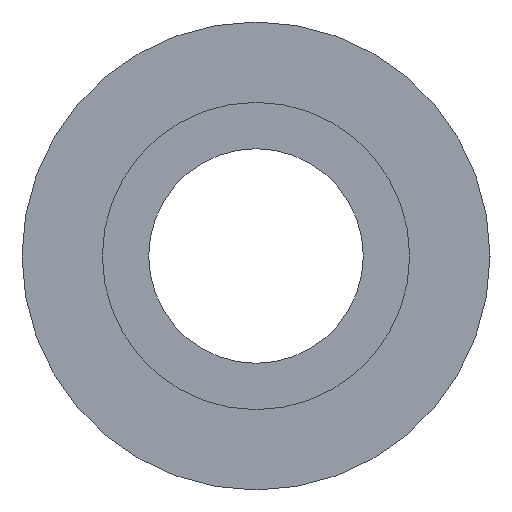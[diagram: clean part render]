
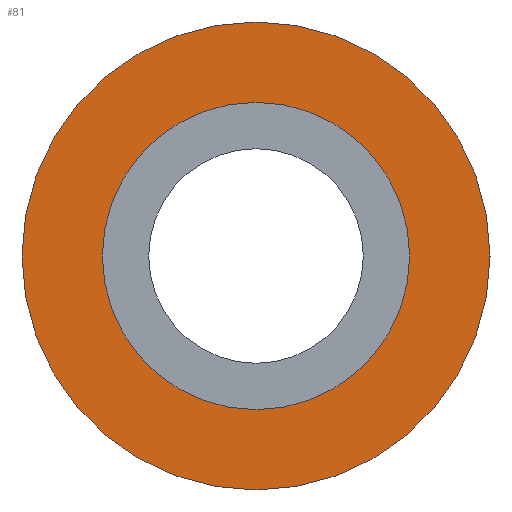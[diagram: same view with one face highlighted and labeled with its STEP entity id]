
A CAD part, left-side view. The second image highlights one B-rep face of the part: STEP entity #81.
In plain terms, the highlighted planar face has unit normal (-1, 0, 0).
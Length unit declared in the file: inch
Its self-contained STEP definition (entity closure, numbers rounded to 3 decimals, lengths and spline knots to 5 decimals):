
#22 = ORIENTED_EDGE ( 'NONE', *, *, #57, .T. ) ;
#28 = EDGE_CURVE ( 'NONE', #634, #209, #459, .T. ) ;
#42 = DIRECTION ( 'NONE',  ( -1., 0., 0. ) ) ;
#47 = FACE_OUTER_BOUND ( 'NONE', #313, .T. ) ;
#57 = EDGE_CURVE ( 'NONE', #209, #634, #796, .T. ) ;
#65 = CARTESIAN_POINT ( 'NONE',  ( 0., 0., 0.785 ) ) ;
#68 = ORIENTED_EDGE ( 'NONE', *, *, #580, .F. ) ;
#81 = ADVANCED_FACE ( 'NONE', ( #224, #47 ), #245, .F. ) ;
#127 = CARTESIAN_POINT ( 'NONE',  ( 0., 0., 0. ) ) ;
#138 = CARTESIAN_POINT ( 'NONE',  ( 0., 0., -0.5155 ) ) ;
#175 = AXIS2_PLACEMENT_3D ( 'NONE', #457, #465, #340 ) ;
#209 = VERTEX_POINT ( 'NONE', #383 ) ;
#224 = FACE_BOUND ( 'NONE', #351, .T. ) ;
#239 = AXIS2_PLACEMENT_3D ( 'NONE', #466, #295, #414 ) ;
#245 = PLANE ( 'NONE',  #239 ) ;
#258 = ORIENTED_EDGE ( 'NONE', *, *, #778, .F. ) ;
#273 = VERTEX_POINT ( 'NONE', #138 ) ;
#280 = DIRECTION ( 'NONE',  ( 0., 0., 1. ) ) ;
#291 = AXIS2_PLACEMENT_3D ( 'NONE', #127, #802, #280 ) ;
#295 = DIRECTION ( 'NONE',  ( 1., 0., 0. ) ) ;
#313 = EDGE_LOOP ( 'NONE', ( #342, #22 ) ) ;
#340 = DIRECTION ( 'NONE',  ( 0., 0., 1. ) ) ;
#342 = ORIENTED_EDGE ( 'NONE', *, *, #28, .T. ) ;
#348 = CARTESIAN_POINT ( 'NONE',  ( 0., 0., 0.5155 ) ) ;
#349 = CIRCLE ( 'NONE', #175, 0.5155 ) ;
#351 = EDGE_LOOP ( 'NONE', ( #258, #68 ) ) ;
#354 = VERTEX_POINT ( 'NONE', #348 ) ;
#378 = DIRECTION ( 'NONE',  ( 0., 0., 1. ) ) ;
#383 = CARTESIAN_POINT ( 'NONE',  ( 0., 0., -0.785 ) ) ;
#414 = DIRECTION ( 'NONE',  ( 0., 0., -1. ) ) ;
#435 = AXIS2_PLACEMENT_3D ( 'NONE', #501, #620, #378 ) ;
#446 = AXIS2_PLACEMENT_3D ( 'NONE', #601, #42, #782 ) ;
#457 = CARTESIAN_POINT ( 'NONE',  ( 0., 0., 0. ) ) ;
#459 = CIRCLE ( 'NONE', #291, 0.785 ) ;
#465 = DIRECTION ( 'NONE',  ( -1., 0., 0. ) ) ;
#466 = CARTESIAN_POINT ( 'NONE',  ( 0., 0.5155, 0. ) ) ;
#501 = CARTESIAN_POINT ( 'NONE',  ( 0., 0., 0. ) ) ;
#580 = EDGE_CURVE ( 'NONE', #273, #354, #776, .T. ) ;
#601 = CARTESIAN_POINT ( 'NONE',  ( 0., 0., 0. ) ) ;
#620 = DIRECTION ( 'NONE',  ( -1., 0., 0. ) ) ;
#634 = VERTEX_POINT ( 'NONE', #65 ) ;
#776 = CIRCLE ( 'NONE', #435, 0.5155 ) ;
#778 = EDGE_CURVE ( 'NONE', #354, #273, #349, .T. ) ;
#782 = DIRECTION ( 'NONE',  ( 0., 0., 1. ) ) ;
#796 = CIRCLE ( 'NONE', #446, 0.785 ) ;
#802 = DIRECTION ( 'NONE',  ( -1., 0., 0. ) ) ;
